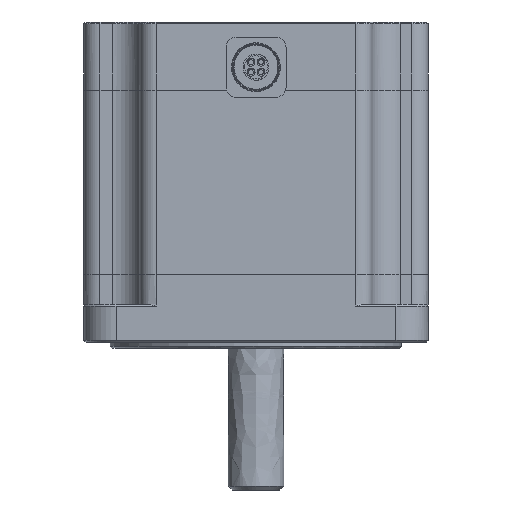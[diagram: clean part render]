
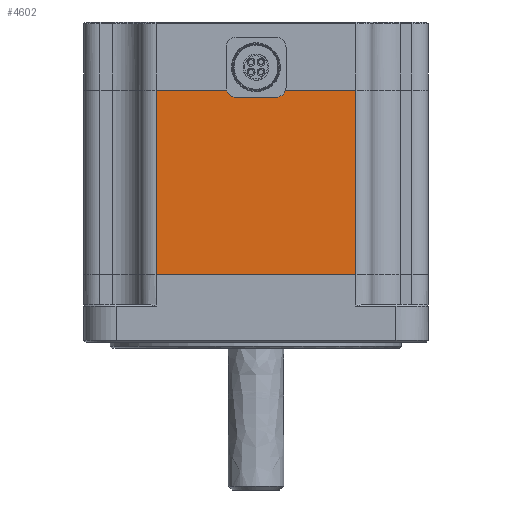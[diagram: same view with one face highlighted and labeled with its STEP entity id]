
A CAD part, left-side view. The second image highlights one B-rep face of the part: STEP entity #4602.
In plain terms, the highlighted free-form (B-spline) face has degree [1, 1] with [2, 2] control points.
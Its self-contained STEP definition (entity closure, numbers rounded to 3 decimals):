
#4271 = VERTEX_POINT('',#4272);
#4272 = CARTESIAN_POINT('',(-53.921,31.35,
    21.318));
#4278 = EDGE_CURVE('',#4279,#4271,#4281,.T.);
#4279 = VERTEX_POINT('',#4280);
#4280 = CARTESIAN_POINT('',(-53.921,-31.35,
    21.318));
#4281 = B_SPLINE_CURVE_WITH_KNOTS('',1,(#4282,#4283),.UNSPECIFIED.,.F.,
  .F.,(2,2),(18.,68.),.PIECEWISE_BEZIER_KNOTS.);
#4282 = CARTESIAN_POINT('',(-53.921,-31.35,
    21.318));
#4283 = CARTESIAN_POINT('',(-53.921,31.35,
    21.318));
#4556 = EDGE_CURVE('',#4271,#4557,#4559,.T.);
#4557 = VERTEX_POINT('',#4558);
#4558 = CARTESIAN_POINT('',(-53.921,31.35,
    79.001));
#4559 = B_SPLINE_CURVE_WITH_KNOTS('',1,(#4560,#4561),.UNSPECIFIED.,.F.,
  .F.,(2,2),(0.,46.),.PIECEWISE_BEZIER_KNOTS.);
#4560 = CARTESIAN_POINT('',(-53.921,31.35,
    21.318));
#4561 = CARTESIAN_POINT('',(-53.921,31.35,
    79.001));
#4602 = ADVANCED_FACE('',(#4603),#4619,.T.);
#4603 = FACE_BOUND('',#4604,.T.);
#4604 = EDGE_LOOP('',(#4605,#4606,#4613,#4618));
#4605 = ORIENTED_EDGE('',*,*,#4278,.F.);
#4606 = ORIENTED_EDGE('',*,*,#4607,.T.);
#4607 = EDGE_CURVE('',#4279,#4608,#4610,.T.);
#4608 = VERTEX_POINT('',#4609);
#4609 = CARTESIAN_POINT('',(-53.921,-31.35,
    79.001));
#4610 = B_SPLINE_CURVE_WITH_KNOTS('',1,(#4611,#4612),.UNSPECIFIED.,.F.,
  .F.,(2,2),(0.,46.),.PIECEWISE_BEZIER_KNOTS.);
#4611 = CARTESIAN_POINT('',(-53.921,-31.35,
    21.318));
#4612 = CARTESIAN_POINT('',(-53.921,-31.35,
    79.001));
#4613 = ORIENTED_EDGE('',*,*,#4614,.T.);
#4614 = EDGE_CURVE('',#4608,#4557,#4615,.T.);
#4615 = B_SPLINE_CURVE_WITH_KNOTS('',1,(#4616,#4617),.UNSPECIFIED.,.F.,
  .F.,(2,2),(18.,68.),.PIECEWISE_BEZIER_KNOTS.);
#4616 = CARTESIAN_POINT('',(-53.921,-31.35,
    79.001));
#4617 = CARTESIAN_POINT('',(-53.921,31.35,
    79.001));
#4618 = ORIENTED_EDGE('',*,*,#4556,.F.);
#4619 = B_SPLINE_SURFACE_WITH_KNOTS('',1,1,(
    (#4620,#4621)
    ,(#4622,#4623
    )),.UNSPECIFIED.,.F.,.F.,.F.,(2,2),(2,2),(18.,68.),(-46.,
    0.),.PIECEWISE_BEZIER_KNOTS.);
#4620 = CARTESIAN_POINT('',(-53.921,-31.35,
    79.001));
#4621 = CARTESIAN_POINT('',(-53.921,-31.35,
    21.318));
#4622 = CARTESIAN_POINT('',(-53.921,31.35,
    79.001));
#4623 = CARTESIAN_POINT('',(-53.921,31.35,
    21.318));
